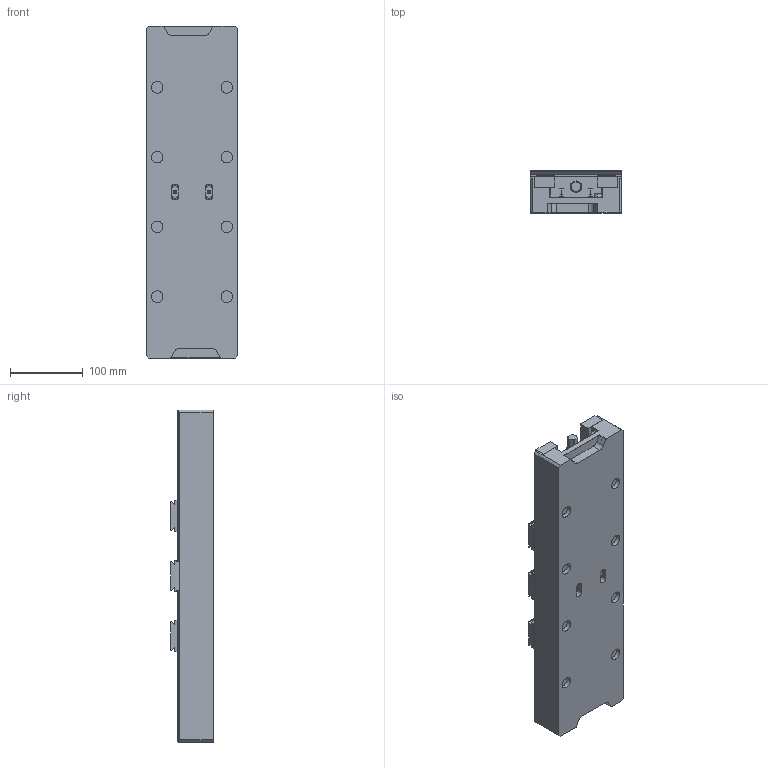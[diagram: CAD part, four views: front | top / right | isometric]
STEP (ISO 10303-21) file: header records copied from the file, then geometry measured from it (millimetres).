
FILE_DESCRIPTION (( 'STEP AP214' ), '1' );
FILE_NAME ('VA518_WEBSITE.STEP', '2024-11-01T00:17:26', ( '' ), ( '' ), 'SwSTEP 2.0', 'SolidWorks 2024', '' );
FILE_SCHEMA (( 'AUTOMOTIVE_DESIGN' ));
Length unit declared in the file: inch
Products named in the file (17): VA56-2R_WEBSITE_VA56-2R; VA56-9_WEBSITE_VA56-9; VA56-10_WEBSITE_VA56-10; M5X20MM.SHCS_WEBSITE_M5X20MM.SHCS; VA56-8_WEBSITE_VA56-8; VA518-4_WEBSITE_VA513-4; VA518-6_WEBSITE_VA56-6; M6X10.DP_WEBSITE_M6X10.DP; M8X025.SHCS_WEBSITE_M8X025.SHCS; VA56-3B_WEBSITE_VA56-3B; M12X35MM.LHSCS.10.9_M12X35MM.LHSCS.10.9; VA518-1_WEBSITE_VA513-1; VA56-2L_WEBSITE_VA56-2L; VA56-3T_WEBSITE_VA56-3T; M6X6MM.SHCS_WEBSITE_M6X6MM.SHCS; VA518_WEBSITE; VA513-5_WEBSITE_VA513-5
Assembly tree (37 placements, depth 2):
  VA518_WEBSITE
    M12X35MM.LHSCS.10.9_M12X35MM.LHSCS.10.9  x2
    M6X10.DP_WEBSITE_M6X10.DP  x2
    M8X025.SHCS_WEBSITE_M8X025.SHCS  x8
    M6X6MM.SHCS_WEBSITE_M6X6MM.SHCS  x2
    M5X20MM.SHCS_WEBSITE_M5X20MM.SHCS  x4
    VA518-1_WEBSITE_VA513-1
    VA56-2L_WEBSITE_VA56-2L
    VA56-2R_WEBSITE_VA56-2R
    VA56-3B_WEBSITE_VA56-3B
    VA56-3T_WEBSITE_VA56-3T
    VA518-4_WEBSITE_VA513-4
    VA513-5_WEBSITE_VA513-5
    VA518-6_WEBSITE_VA56-6  x4
    VA56-8_WEBSITE_VA56-8  x2
    VA56-9_WEBSITE_VA56-9  x2
    VA56-10_WEBSITE_VA56-10  x4
Bounding box: 125.86 x 58.75 x 457.2 mm (x, y, z)
Volume: 2297618.9 mm3; surface area: 408274.3 mm2
Topology: 39 solids, 39 shells, 772 faces, 1786 edges, 1141 vertices
Faces by surface type: plane 367, cylinder 281, cone 112, sphere 8, torus 4
Entity records: 15506 total; most frequent: DIRECTION 2719, CARTESIAN_POINT 2586, ORIENTED_EDGE 2392, EDGE_CURVE 1196, AXIS2_PLACEMENT_3D 989, VERTEX_POINT 768, VECTOR 741, LINE 741
